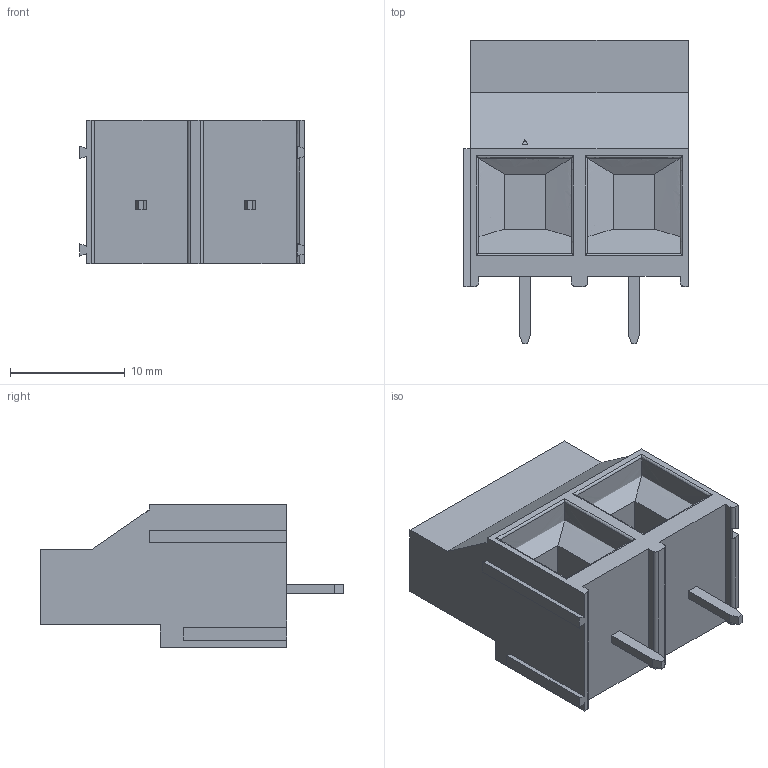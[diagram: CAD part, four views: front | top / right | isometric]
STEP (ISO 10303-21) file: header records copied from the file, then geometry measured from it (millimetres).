
FILE_DESCRIPTION (( 'STEP AP214' ), '1' );
FILE_NAME ('DG950-9.5-02P-14-00AH.STEP', '2021-01-17T02:25:02', ( '' ), ( '' ), 'SwSTEP 2.0', 'SolidWorks 2020', '' );
FILE_SCHEMA (( 'AUTOMOTIVE_DESIGN' ));
Length unit declared in the file: millimetre
Products named in the file (1): DG950-9.5-02P-14-00AH
Bounding box: 19.6 x 26.5 x 12.5 mm (x, y, z)
Volume: 3135.5 mm3; surface area: 2699.3 mm2
Topology: 1 solids, 1 shells, 430 faces, 1152 edges, 762 vertices
Faces by surface type: plane 222, bspline 172, cylinder 22, torus 14
Entity records: 25258 total; most frequent: CARTESIAN_POINT 12139, ORIENTED_EDGE 2304, DIRECTION 1366, EDGE_CURVE 1152, VERTEX_POINT 762, VECTOR 712, LINE 712, EDGE_LOOP 468
